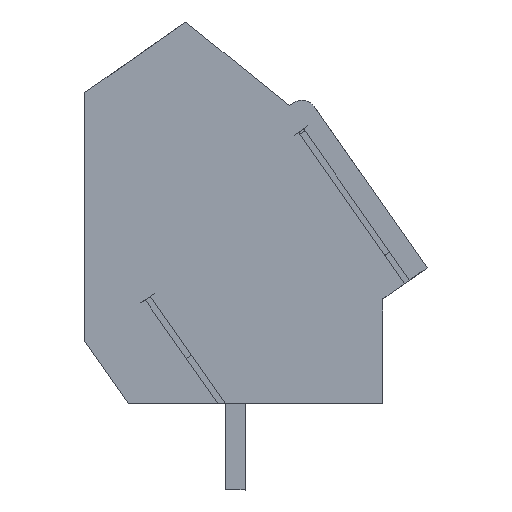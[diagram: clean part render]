
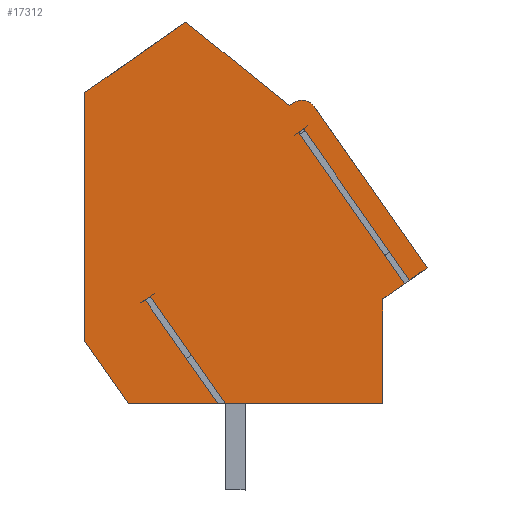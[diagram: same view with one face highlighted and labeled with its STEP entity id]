
A CAD part, left-side view. The second image highlights one B-rep face of the part: STEP entity #17312.
In plain terms, the highlighted planar face has unit normal (-1, 0, 0).
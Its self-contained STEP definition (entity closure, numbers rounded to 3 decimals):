
#17164=AXIS2_PLACEMENT_3D('Plane Axis2P3D',#17161,#17162,#17163) ;
#17184=AXIS2_PLACEMENT_3D('Circle Axis2P3D',#17182,#17183,$) ;
#17161=CARTESIAN_POINT('Axis2P3D Location',(0.,13.9,0.)) ;
#17166=CARTESIAN_POINT('Line Origine',(0.,0.358,8.767)) ;
#17170=CARTESIAN_POINT('Vertex',(0.,0.717,8.516)) ;
#17172=CARTESIAN_POINT('Vertex',(0.,0.,9.018)) ;
#17175=CARTESIAN_POINT('Line Origine',(0.,2.294,12.295)) ;
#17179=CARTESIAN_POINT('Vertex',(0.,4.589,15.572)) ;
#17182=CARTESIAN_POINT('Axis2P3D Location',(0.,5.08,15.227)) ;
#17186=CARTESIAN_POINT('Vertex',(0.,5.424,15.719)) ;
#17189=CARTESIAN_POINT('Line Origine',(0.,5.506,15.662)) ;
#17193=CARTESIAN_POINT('Vertex',(0.,5.588,15.604)) ;
#17196=CARTESIAN_POINT('Line Origine',(0.,7.696,17.302)) ;
#17200=CARTESIAN_POINT('Vertex',(0.,9.804,19.)) ;
#17203=CARTESIAN_POINT('Line Origine',(0.,11.852,17.566)) ;
#17207=CARTESIAN_POINT('Vertex',(0.,13.9,16.132)) ;
#17210=CARTESIAN_POINT('Line Origine',(0.,13.9,11.081)) ;
#17214=CARTESIAN_POINT('Vertex',(0.,13.9,6.03)) ;
#17217=CARTESIAN_POINT('Line Origine',(0.,13.014,4.765)) ;
#17221=CARTESIAN_POINT('Vertex',(0.,12.128,3.5)) ;
#17224=CARTESIAN_POINT('Line Origine',(0.,10.312,3.5)) ;
#17228=CARTESIAN_POINT('Vertex',(0.,8.496,3.5)) ;
#17231=CARTESIAN_POINT('Line Origine',(0.,9.972,5.608)) ;
#17235=CARTESIAN_POINT('Vertex',(0.,11.448,7.716)) ;
#17238=CARTESIAN_POINT('Line Origine',(0.,11.346,7.788)) ;
#17242=CARTESIAN_POINT('Vertex',(0.,11.244,7.859)) ;
#17245=CARTESIAN_POINT('Line Origine',(0.,9.718,5.68)) ;
#17249=CARTESIAN_POINT('Vertex',(0.,8.192,3.5)) ;
#17252=CARTESIAN_POINT('Line Origine',(0.,4.996,3.5)) ;
#17256=CARTESIAN_POINT('Vertex',(0.,1.8,3.5)) ;
#17259=CARTESIAN_POINT('Line Origine',(0.,1.8,5.629)) ;
#17263=CARTESIAN_POINT('Vertex',(0.,1.8,7.758)) ;
#17266=CARTESIAN_POINT('Line Origine',(0.,1.361,8.066)) ;
#17270=CARTESIAN_POINT('Vertex',(0.,0.921,8.373)) ;
#17273=CARTESIAN_POINT('Line Origine',(0.,3.072,11.445)) ;
#17277=CARTESIAN_POINT('Vertex',(0.,5.223,14.517)) ;
#17280=CARTESIAN_POINT('Line Origine',(0.,5.121,14.588)) ;
#17284=CARTESIAN_POINT('Vertex',(0.,5.019,14.66)) ;
#17287=CARTESIAN_POINT('Line Origine',(0.,2.868,11.588)) ;
#17162=DIRECTION('Axis2P3D Direction',(-1.,0.,0.)) ;
#17163=DIRECTION('Axis2P3D XDirection',(0.,-1.,0.)) ;
#17167=DIRECTION('Vector Direction',(0.,0.819,-0.574)) ;
#17176=DIRECTION('Vector Direction',(0.,-0.574,-0.819)) ;
#17183=DIRECTION('Axis2P3D Direction',(-1.,0.,0.)) ;
#17190=DIRECTION('Vector Direction',(0.,-0.819,0.574)) ;
#17197=DIRECTION('Vector Direction',(0.,-0.779,-0.627)) ;
#17204=DIRECTION('Vector Direction',(0.,-0.819,0.574)) ;
#17211=DIRECTION('Vector Direction',(0.,0.,1.)) ;
#17218=DIRECTION('Vector Direction',(0.,0.574,0.819)) ;
#17225=DIRECTION('Vector Direction',(0.,1.,0.)) ;
#17232=DIRECTION('Vector Direction',(0.,-0.574,-0.819)) ;
#17239=DIRECTION('Vector Direction',(0.,0.819,-0.574)) ;
#17246=DIRECTION('Vector Direction',(0.,-0.574,-0.819)) ;
#17253=DIRECTION('Vector Direction',(0.,1.,0.)) ;
#17260=DIRECTION('Vector Direction',(0.,0.,-1.)) ;
#17267=DIRECTION('Vector Direction',(0.,0.819,-0.574)) ;
#17274=DIRECTION('Vector Direction',(0.,-0.574,-0.819)) ;
#17281=DIRECTION('Vector Direction',(0.,0.819,-0.574)) ;
#17288=DIRECTION('Vector Direction',(0.,-0.574,-0.819)) ;
#17168=VECTOR('Line Direction',#17167,1.) ;
#17177=VECTOR('Line Direction',#17176,1.) ;
#17191=VECTOR('Line Direction',#17190,1.) ;
#17198=VECTOR('Line Direction',#17197,1.) ;
#17205=VECTOR('Line Direction',#17204,1.) ;
#17212=VECTOR('Line Direction',#17211,1.) ;
#17219=VECTOR('Line Direction',#17218,1.) ;
#17226=VECTOR('Line Direction',#17225,1.) ;
#17233=VECTOR('Line Direction',#17232,1.) ;
#17240=VECTOR('Line Direction',#17239,1.) ;
#17247=VECTOR('Line Direction',#17246,1.) ;
#17254=VECTOR('Line Direction',#17253,1.) ;
#17261=VECTOR('Line Direction',#17260,1.) ;
#17268=VECTOR('Line Direction',#17267,1.) ;
#17275=VECTOR('Line Direction',#17274,1.) ;
#17282=VECTOR('Line Direction',#17281,1.) ;
#17289=VECTOR('Line Direction',#17288,1.) ;
#17293=ORIENTED_EDGE('',*,*,#17174,.T.) ;
#17294=ORIENTED_EDGE('',*,*,#17181,.T.) ;
#17295=ORIENTED_EDGE('',*,*,#17188,.T.) ;
#17296=ORIENTED_EDGE('',*,*,#17195,.T.) ;
#17297=ORIENTED_EDGE('',*,*,#17202,.T.) ;
#17298=ORIENTED_EDGE('',*,*,#17209,.T.) ;
#17299=ORIENTED_EDGE('',*,*,#17216,.T.) ;
#17300=ORIENTED_EDGE('',*,*,#17223,.T.) ;
#17301=ORIENTED_EDGE('',*,*,#17230,.T.) ;
#17302=ORIENTED_EDGE('',*,*,#17237,.F.) ;
#17303=ORIENTED_EDGE('',*,*,#17244,.F.) ;
#17304=ORIENTED_EDGE('',*,*,#17251,.T.) ;
#17305=ORIENTED_EDGE('',*,*,#17258,.T.) ;
#17306=ORIENTED_EDGE('',*,*,#17265,.T.) ;
#17307=ORIENTED_EDGE('',*,*,#17272,.T.) ;
#17308=ORIENTED_EDGE('',*,*,#17279,.F.) ;
#17309=ORIENTED_EDGE('',*,*,#17286,.F.) ;
#17310=ORIENTED_EDGE('',*,*,#17291,.T.) ;
#17312=ADVANCED_FACE('HOUSING',(#17311),#17165,.T.) ;
#17185=CIRCLE('generated circle',#17184,0.6) ;
#17174=EDGE_CURVE('',#17171,#17173,#17169,.F.) ;
#17181=EDGE_CURVE('',#17173,#17180,#17178,.F.) ;
#17188=EDGE_CURVE('',#17180,#17187,#17185,.T.) ;
#17195=EDGE_CURVE('',#17187,#17194,#17192,.F.) ;
#17202=EDGE_CURVE('',#17194,#17201,#17199,.F.) ;
#17209=EDGE_CURVE('',#17201,#17208,#17206,.F.) ;
#17216=EDGE_CURVE('',#17208,#17215,#17213,.F.) ;
#17223=EDGE_CURVE('',#17215,#17222,#17220,.F.) ;
#17230=EDGE_CURVE('',#17222,#17229,#17227,.F.) ;
#17237=EDGE_CURVE('',#17236,#17229,#17234,.T.) ;
#17244=EDGE_CURVE('',#17243,#17236,#17241,.T.) ;
#17251=EDGE_CURVE('',#17243,#17250,#17248,.T.) ;
#17258=EDGE_CURVE('',#17250,#17257,#17255,.F.) ;
#17265=EDGE_CURVE('',#17257,#17264,#17262,.F.) ;
#17272=EDGE_CURVE('',#17264,#17271,#17269,.F.) ;
#17279=EDGE_CURVE('',#17278,#17271,#17276,.T.) ;
#17286=EDGE_CURVE('',#17285,#17278,#17283,.T.) ;
#17291=EDGE_CURVE('',#17285,#17171,#17290,.T.) ;
#17292=EDGE_LOOP('',(#17293,#17294,#17295,#17296,#17297,#17298,#17299,#17300,#17301,#17302,#17303,#17304,#17305,#17306,#17307,#17308,#17309,#17310)) ;
#17311=FACE_OUTER_BOUND('',#17292,.T.) ;
#17169=LINE('Line',#17166,#17168) ;
#17178=LINE('Line',#17175,#17177) ;
#17192=LINE('Line',#17189,#17191) ;
#17199=LINE('Line',#17196,#17198) ;
#17206=LINE('Line',#17203,#17205) ;
#17213=LINE('Line',#17210,#17212) ;
#17220=LINE('Line',#17217,#17219) ;
#17227=LINE('Line',#17224,#17226) ;
#17234=LINE('Line',#17231,#17233) ;
#17241=LINE('Line',#17238,#17240) ;
#17248=LINE('Line',#17245,#17247) ;
#17255=LINE('Line',#17252,#17254) ;
#17262=LINE('Line',#17259,#17261) ;
#17269=LINE('Line',#17266,#17268) ;
#17276=LINE('Line',#17273,#17275) ;
#17283=LINE('Line',#17280,#17282) ;
#17290=LINE('Line',#17287,#17289) ;
#17165=PLANE('',#17164) ;
#17171=VERTEX_POINT('',#17170) ;
#17173=VERTEX_POINT('',#17172) ;
#17180=VERTEX_POINT('',#17179) ;
#17187=VERTEX_POINT('',#17186) ;
#17194=VERTEX_POINT('',#17193) ;
#17201=VERTEX_POINT('',#17200) ;
#17208=VERTEX_POINT('',#17207) ;
#17215=VERTEX_POINT('',#17214) ;
#17222=VERTEX_POINT('',#17221) ;
#17229=VERTEX_POINT('',#17228) ;
#17236=VERTEX_POINT('',#17235) ;
#17243=VERTEX_POINT('',#17242) ;
#17250=VERTEX_POINT('',#17249) ;
#17257=VERTEX_POINT('',#17256) ;
#17264=VERTEX_POINT('',#17263) ;
#17271=VERTEX_POINT('',#17270) ;
#17278=VERTEX_POINT('',#17277) ;
#17285=VERTEX_POINT('',#17284) ;
